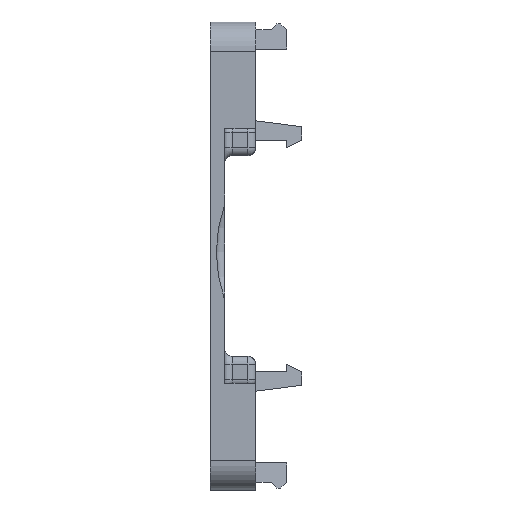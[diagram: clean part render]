
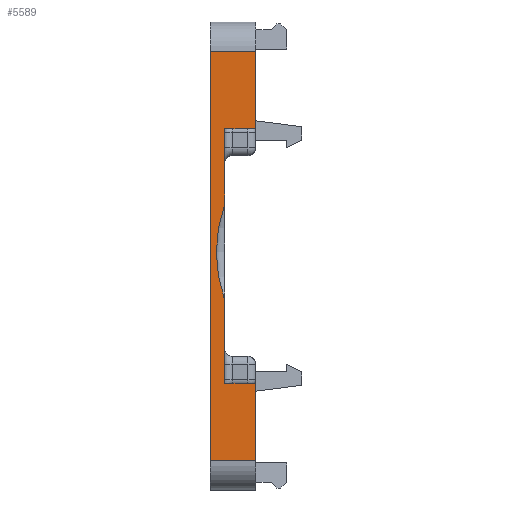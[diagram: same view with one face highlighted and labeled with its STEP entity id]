
A CAD part, left-side view. The second image highlights one B-rep face of the part: STEP entity #5589.
In plain terms, the highlighted planar face has unit normal (-1, 0, 0).
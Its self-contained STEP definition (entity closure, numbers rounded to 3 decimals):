
#236 = ORIENTED_EDGE ( 'NONE', *, *, #4495, .T. ) ;
#475 = CARTESIAN_POINT ( 'NONE',  ( -46.8, -5.9, -26.5 ) ) ;
#489 = CARTESIAN_POINT ( 'NONE',  ( -46.8, -1.9, 16.5 ) ) ;
#569 = CARTESIAN_POINT ( 'NONE',  ( -46.8, -5.9, 0. ) ) ;
#759 = VERTEX_POINT ( 'NONE', #4063 ) ;
#810 = AXIS2_PLACEMENT_3D ( 'NONE', #2600, #8398, #4602 ) ;
#875 = EDGE_CURVE ( 'NONE', #2956, #2403, #6440, .T. ) ;
#952 = LINE ( 'NONE', #3854, #8073 ) ;
#955 = VECTOR ( 'NONE', #3845, 1000. ) ;
#1095 = CARTESIAN_POINT ( 'NONE',  ( -46.8, -1.9, -16.5 ) ) ;
#1189 = ORIENTED_EDGE ( 'NONE', *, *, #1805, .F. ) ;
#1238 = VERTEX_POINT ( 'NONE', #1248 ) ;
#1241 = CARTESIAN_POINT ( 'NONE',  ( -46.8, -1.9, 6.725 ) ) ;
#1248 = CARTESIAN_POINT ( 'NONE',  ( -46.8, 0., -26.5 ) ) ;
#1273 = VECTOR ( 'NONE', #7475, 1000. ) ;
#1309 = ORIENTED_EDGE ( 'NONE', *, *, #8860, .T. ) ;
#1327 = VECTOR ( 'NONE', #8671, 1000. ) ;
#1419 = VECTOR ( 'NONE', #4944, 1000. ) ;
#1624 = ORIENTED_EDGE ( 'NONE', *, *, #6959, .F. ) ;
#1686 = LINE ( 'NONE', #6764, #4456 ) ;
#1719 = EDGE_CURVE ( 'NONE', #6867, #1238, #2231, .T. ) ;
#1805 = EDGE_CURVE ( 'NONE', #9387, #2229, #8055, .T. ) ;
#2022 = CARTESIAN_POINT ( 'NONE',  ( -46.8, 0., 26.5 ) ) ;
#2150 = AXIS2_PLACEMENT_3D ( 'NONE', #2287, #5892, #2241 ) ;
#2229 = VERTEX_POINT ( 'NONE', #5203 ) ;
#2231 = LINE ( 'NONE', #5117, #7744 ) ;
#2241 = DIRECTION ( 'NONE',  ( 0., 0., 1. ) ) ;
#2287 = CARTESIAN_POINT ( 'NONE',  ( -46.8, -19.252, 0.5 ) ) ;
#2332 = VECTOR ( 'NONE', #3606, 1000. ) ;
#2403 = VERTEX_POINT ( 'NONE', #489 ) ;
#2600 = CARTESIAN_POINT ( 'NONE',  ( -46.8, -1.9, -26.5 ) ) ;
#2663 = VERTEX_POINT ( 'NONE', #1095 ) ;
#2956 = VERTEX_POINT ( 'NONE', #3802 ) ;
#3065 = EDGE_CURVE ( 'NONE', #1238, #4761, #952, .T. ) ;
#3185 = CARTESIAN_POINT ( 'NONE',  ( -46.8, -5.9, 26.5 ) ) ;
#3503 = ORIENTED_EDGE ( 'NONE', *, *, #8819, .T. ) ;
#3606 = DIRECTION ( 'NONE',  ( 0., 0., -1. ) ) ;
#3613 = ORIENTED_EDGE ( 'NONE', *, *, #8003, .F. ) ;
#3802 = CARTESIAN_POINT ( 'NONE',  ( -46.8, -5.9, 16.5 ) ) ;
#3845 = DIRECTION ( 'NONE',  ( 0., 1., 0. ) ) ;
#3854 = CARTESIAN_POINT ( 'NONE',  ( -46.8, 0., -26.5 ) ) ;
#4063 = CARTESIAN_POINT ( 'NONE',  ( -46.8, -5.9, -16.5 ) ) ;
#4071 = FACE_OUTER_BOUND ( 'NONE', #6322, .T. ) ;
#4318 = LINE ( 'NONE', #7263, #2332 ) ;
#4441 = CARTESIAN_POINT ( 'NONE',  ( -46.8, -1.9, -26.5 ) ) ;
#4456 = VECTOR ( 'NONE', #5385, 1000. ) ;
#4495 = EDGE_CURVE ( 'NONE', #2663, #2229, #6488, .T. ) ;
#4576 = LINE ( 'NONE', #7566, #1273 ) ;
#4602 = DIRECTION ( 'NONE',  ( 0., 0., 1. ) ) ;
#4749 = DIRECTION ( 'NONE',  ( 0., 0., 1. ) ) ;
#4761 = VERTEX_POINT ( 'NONE', #2022 ) ;
#4944 = DIRECTION ( 'NONE',  ( 0., 0., -1. ) ) ;
#5078 = LINE ( 'NONE', #8832, #955 ) ;
#5117 = CARTESIAN_POINT ( 'NONE',  ( -46.8, -1.9, -26.5 ) ) ;
#5203 = CARTESIAN_POINT ( 'NONE',  ( -46.8, -1.9, -5.725 ) ) ;
#5385 = DIRECTION ( 'NONE',  ( 0., 0., 1. ) ) ;
#5452 = EDGE_CURVE ( 'NONE', #7809, #4761, #5078, .T. ) ;
#5470 = VECTOR ( 'NONE', #5727, 1000. ) ;
#5589 = ADVANCED_FACE ( 'NONE', ( #4071 ), #7541, .T. ) ;
#5727 = DIRECTION ( 'NONE',  ( 0., 1., 0. ) ) ;
#5892 = DIRECTION ( 'NONE',  ( -1., 0., 0. ) ) ;
#5930 = DIRECTION ( 'NONE',  ( 0., 1., 0. ) ) ;
#6322 = EDGE_LOOP ( 'NONE', ( #1189, #3503, #7288, #3613, #8898, #8225, #7916, #1624, #1309, #236 ) ) ;
#6440 = LINE ( 'NONE', #7198, #5470 ) ;
#6488 = LINE ( 'NONE', #4441, #1327 ) ;
#6764 = CARTESIAN_POINT ( 'NONE',  ( -46.8, -1.9, -26.5 ) ) ;
#6867 = VERTEX_POINT ( 'NONE', #475 ) ;
#6959 = EDGE_CURVE ( 'NONE', #759, #6867, #4318, .T. ) ;
#7198 = CARTESIAN_POINT ( 'NONE',  ( -46.8, -5.9, 16.5 ) ) ;
#7263 = CARTESIAN_POINT ( 'NONE',  ( -46.8, -5.9, 0. ) ) ;
#7288 = ORIENTED_EDGE ( 'NONE', *, *, #875, .F. ) ;
#7475 = DIRECTION ( 'NONE',  ( 0., 1., 0. ) ) ;
#7541 = PLANE ( 'NONE',  #810 ) ;
#7566 = CARTESIAN_POINT ( 'NONE',  ( -46.8, -5.9, -16.5 ) ) ;
#7744 = VECTOR ( 'NONE', #5930, 1000. ) ;
#7785 = LINE ( 'NONE', #569, #1419 ) ;
#7809 = VERTEX_POINT ( 'NONE', #3185 ) ;
#7916 = ORIENTED_EDGE ( 'NONE', *, *, #1719, .F. ) ;
#8003 = EDGE_CURVE ( 'NONE', #7809, #2956, #7785, .T. ) ;
#8055 = CIRCLE ( 'NONE', #2150, 18.435 ) ;
#8073 = VECTOR ( 'NONE', #4749, 1000. ) ;
#8225 = ORIENTED_EDGE ( 'NONE', *, *, #3065, .F. ) ;
#8398 = DIRECTION ( 'NONE',  ( -1., 0., 0. ) ) ;
#8671 = DIRECTION ( 'NONE',  ( 0., 0., 1. ) ) ;
#8819 = EDGE_CURVE ( 'NONE', #9387, #2403, #1686, .T. ) ;
#8832 = CARTESIAN_POINT ( 'NONE',  ( -46.8, -1.9, 26.5 ) ) ;
#8860 = EDGE_CURVE ( 'NONE', #759, #2663, #4576, .T. ) ;
#8898 = ORIENTED_EDGE ( 'NONE', *, *, #5452, .T. ) ;
#9387 = VERTEX_POINT ( 'NONE', #1241 ) ;
